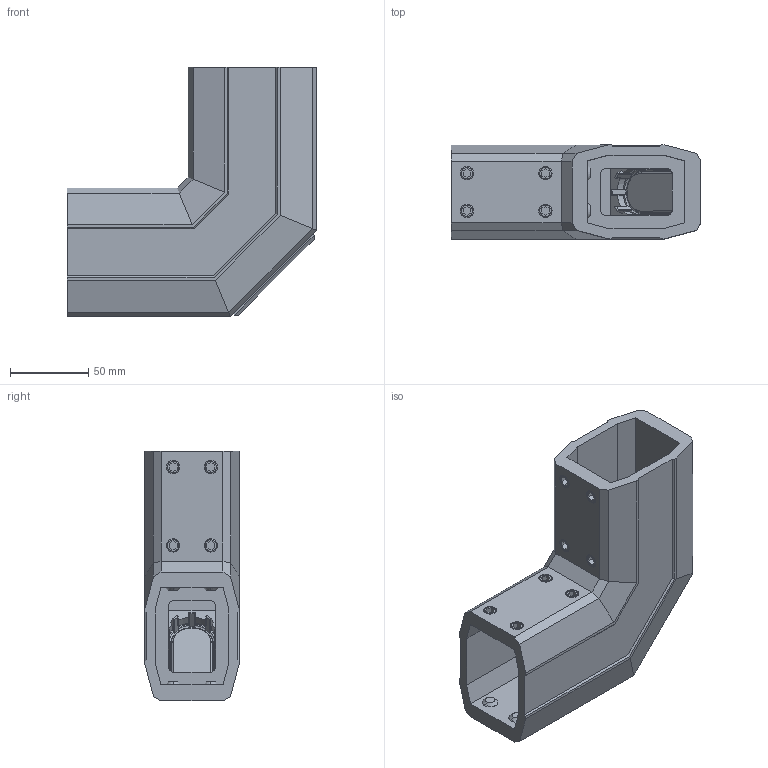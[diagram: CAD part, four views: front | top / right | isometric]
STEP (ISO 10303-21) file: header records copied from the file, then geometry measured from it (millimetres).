
FILE_DESCRIPTION((''),'2;1');
FILE_NAME('WINKEL_MOMENTB_CS-2000-SL_ASM','2010-08-31T',('M.Fehring'),(''),'PRO/ENGINEER BY PARAMETRIC TECHNOLOGY CORPORATION, 2005070','PRO/ENGINEER BY PARAMETRIC TECHNOLOGY CORPORATION, 2005070','');
FILE_SCHEMA(('AUTOMOTIVE_DESIGN_CC2 { 1 2 10303 214 -1 1 5 2 }'));
Length unit declared in the file: millimetre
Products named in the file (4): WINKEL_MOMENTB_CS-2000-SL; ABDECKUNG_1; 9263021000; WINKEL_MOMENTB_CS-2000-SL_ASM
Assembly tree (14 placements, depth 2):
  WINKEL_MOMENTB_CS-2000-SL_ASM
    WINKEL_MOMENTB_CS-2000-SL
    ABDECKUNG_1
    9263021000  x12
Bounding box: 159 x 60 x 159 mm (x, y, z)
Volume: 374299.4 mm3; surface area: 126417.7 mm2
Topology: 14 solids, 14 shells, 520 faces, 1295 edges, 822 vertices
Faces by surface type: plane 374, cylinder 94, cone 48, torus 4
Entity records: 14005 total; most frequent: CARTESIAN_POINT 2106, ORIENTED_EDGE 1886, DIRECTION 1845, EDGE_CURVE 943, PRESENTATION_STYLE_ASSIGNMENT 913, STYLED_ITEM 913, CURVE_STYLE 911, VECTOR 715
